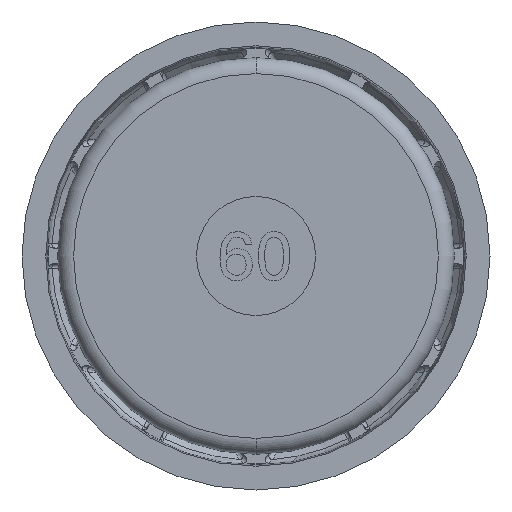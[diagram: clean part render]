
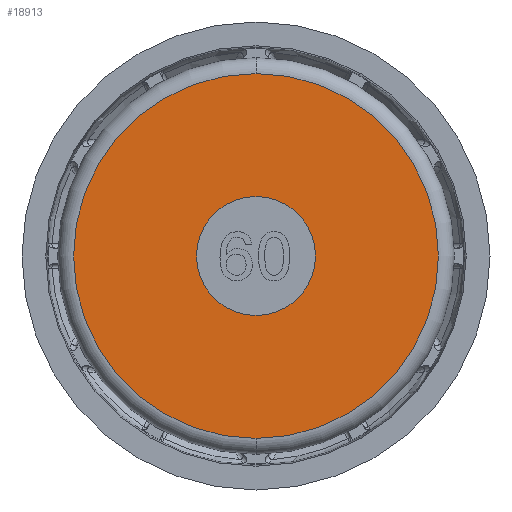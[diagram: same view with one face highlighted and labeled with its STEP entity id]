
A CAD part, front view. The second image highlights one B-rep face of the part: STEP entity #18913.
In plain terms, the highlighted planar face has unit normal (0, -1, 0).
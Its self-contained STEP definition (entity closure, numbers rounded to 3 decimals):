
#98 = FACE_BOUND ( 'NONE', #19151, .T. ) ;
#635 = CIRCLE ( 'NONE', #6463, 23. ) ;
#795 = FACE_OUTER_BOUND ( 'NONE', #16912, .T. ) ;
#983 = AXIS2_PLACEMENT_3D ( 'NONE', #10069, #1178, #11573 ) ;
#1178 = DIRECTION ( 'NONE',  ( 0., -1., 0. ) ) ;
#1822 = CARTESIAN_POINT ( 'NONE',  ( 0., 0., 0. ) ) ;
#2696 = CIRCLE ( 'NONE', #983, 7.5 ) ;
#3300 = DIRECTION ( 'NONE',  ( 0., 0., -1. ) ) ;
#4223 = CIRCLE ( 'NONE', #12542, 23. ) ;
#4321 = DIRECTION ( 'NONE',  ( 0., 0., -1. ) ) ;
#4325 = DIRECTION ( 'NONE',  ( 0., -1., 0. ) ) ;
#4351 = CARTESIAN_POINT ( 'NONE',  ( 0., 0., 0. ) ) ;
#4754 = PLANE ( 'NONE',  #18537 ) ;
#5676 = EDGE_CURVE ( 'NONE', #14947, #15287, #635, .T. ) ;
#6048 = CARTESIAN_POINT ( 'NONE',  ( 0., 0., 23. ) ) ;
#6219 = DIRECTION ( 'NONE',  ( 0., -1., 0. ) ) ;
#6317 = CARTESIAN_POINT ( 'NONE',  ( 0., 0., -7.5 ) ) ;
#6463 = AXIS2_PLACEMENT_3D ( 'NONE', #7102, #7079, #7058 ) ;
#6677 = VERTEX_POINT ( 'NONE', #18436 ) ;
#7001 = CIRCLE ( 'NONE', #13377, 7.5 ) ;
#7058 = DIRECTION ( 'NONE',  ( 0., 0., -1. ) ) ;
#7079 = DIRECTION ( 'NONE',  ( 0., -1., 0. ) ) ;
#7102 = CARTESIAN_POINT ( 'NONE',  ( 0., 0., 0. ) ) ;
#9568 = VERTEX_POINT ( 'NONE', #6317 ) ;
#10069 = CARTESIAN_POINT ( 'NONE',  ( 0., 0., 0. ) ) ;
#11380 = ORIENTED_EDGE ( 'NONE', *, *, #13368, .F. ) ;
#11573 = DIRECTION ( 'NONE',  ( 0., 0., -1. ) ) ;
#12234 = DIRECTION ( 'NONE',  ( 0., -1., 0. ) ) ;
#12257 = CARTESIAN_POINT ( 'NONE',  ( 0., 0., -23. ) ) ;
#12487 = ORIENTED_EDGE ( 'NONE', *, *, #5676, .T. ) ;
#12542 = AXIS2_PLACEMENT_3D ( 'NONE', #1822, #12234, #3300 ) ;
#13368 = EDGE_CURVE ( 'NONE', #9568, #6677, #7001, .T. ) ;
#13377 = AXIS2_PLACEMENT_3D ( 'NONE', #4351, #4325, #4321 ) ;
#13946 = EDGE_CURVE ( 'NONE', #15287, #14947, #4223, .T. ) ;
#14131 = ORIENTED_EDGE ( 'NONE', *, *, #13946, .T. ) ;
#14947 = VERTEX_POINT ( 'NONE', #12257 ) ;
#15105 = CARTESIAN_POINT ( 'NONE',  ( 7.5, 0., 0. ) ) ;
#15287 = VERTEX_POINT ( 'NONE', #6048 ) ;
#16673 = DIRECTION ( 'NONE',  ( 0., 0., -1. ) ) ;
#16912 = EDGE_LOOP ( 'NONE', ( #12487, #14131 ) ) ;
#18426 = EDGE_CURVE ( 'NONE', #6677, #9568, #2696, .T. ) ;
#18436 = CARTESIAN_POINT ( 'NONE',  ( 0., 0., 7.5 ) ) ;
#18537 = AXIS2_PLACEMENT_3D ( 'NONE', #15105, #6219, #16673 ) ;
#18913 = ADVANCED_FACE ( 'NONE', ( #795, #98 ), #4754, .T. ) ;
#19151 = EDGE_LOOP ( 'NONE', ( #11380, #19257 ) ) ;
#19257 = ORIENTED_EDGE ( 'NONE', *, *, #18426, .F. ) ;
